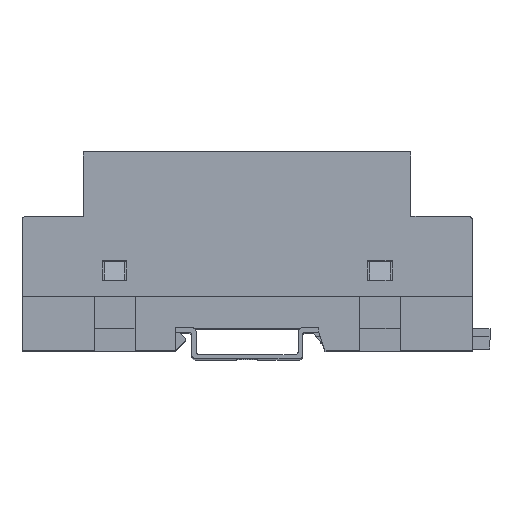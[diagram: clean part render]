
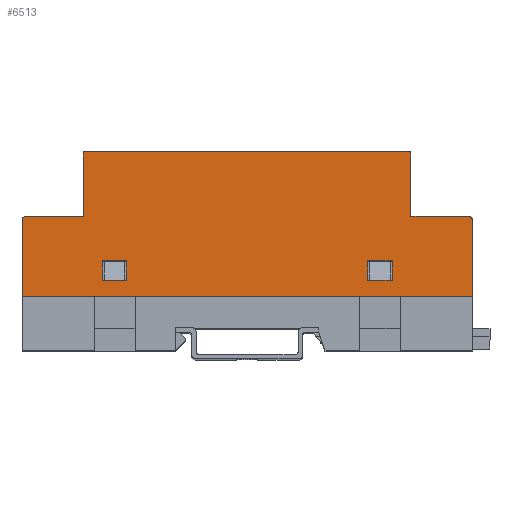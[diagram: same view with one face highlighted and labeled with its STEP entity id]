
A CAD part, top view. The second image highlights one B-rep face of the part: STEP entity #6513.
In plain terms, the highlighted face is planar.
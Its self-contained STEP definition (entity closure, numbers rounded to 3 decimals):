
#280 = CARTESIAN_POINT ( 'NONE',  ( -55., 35.3, -52.5 ) ) ;
#333 = LINE ( 'NONE', #18803, #4248 ) ;
#334 = ORIENTED_EDGE ( 'NONE', *, *, #5404, .F. ) ;
#370 = ORIENTED_EDGE ( 'NONE', *, *, #14106, .F. ) ;
#760 = EDGE_CURVE ( 'NONE', #1472, #1352, #3946, .T. ) ;
#903 = LINE ( 'NONE', #12418, #1443 ) ;
#1111 = VERTEX_POINT ( 'NONE', #14469 ) ;
#1231 = VECTOR ( 'NONE', #5040, 1000. ) ;
#1239 = DIRECTION ( 'NONE',  ( 1., 0., 0. ) ) ;
#1249 = VERTEX_POINT ( 'NONE', #18777 ) ;
#1351 = VERTEX_POINT ( 'NONE', #3489 ) ;
#1352 = VERTEX_POINT ( 'NONE', #6833 ) ;
#1443 = VECTOR ( 'NONE', #14309, 1000. ) ;
#1472 = VERTEX_POINT ( 'NONE', #17163 ) ;
#1524 = EDGE_CURVE ( 'NONE', #1249, #3569, #20934, .T. ) ;
#1875 = EDGE_CURVE ( 'NONE', #6516, #18615, #6264, .T. ) ;
#1962 = ORIENTED_EDGE ( 'NONE', *, *, #10418, .F. ) ;
#1997 = ORIENTED_EDGE ( 'NONE', *, *, #7188, .T. ) ;
#2094 = PLANE ( 'NONE',  #12304 ) ;
#2168 = VECTOR ( 'NONE', #17497, 1000. ) ;
#2310 = CARTESIAN_POINT ( 'NONE',  ( 29.4, 8.7, -52.5 ) ) ;
#2612 = EDGE_CURVE ( 'NONE', #1352, #7457, #15937, .T. ) ;
#2978 = CARTESIAN_POINT ( 'NONE',  ( 55., 35.3, -52.5 ) ) ;
#3489 = CARTESIAN_POINT ( 'NONE',  ( 55., 18.6, -52.5 ) ) ;
#3514 = DIRECTION ( 'NONE',  ( -1., 0., 0. ) ) ;
#3569 = VERTEX_POINT ( 'NONE', #14798 ) ;
#3711 = EDGE_CURVE ( 'NONE', #9015, #9209, #4906, .T. ) ;
#3803 = CARTESIAN_POINT ( 'NONE',  ( 40., 19.6, -52.5 ) ) ;
#3816 = CARTESIAN_POINT ( 'NONE',  ( 54., 18.6, -52.5 ) ) ;
#3946 = LINE ( 'NONE', #14793, #21203 ) ;
#4248 = VECTOR ( 'NONE', #20453, 1000. ) ;
#4616 = CARTESIAN_POINT ( 'NONE',  ( 35.4, 4., -52.5 ) ) ;
#4825 = VERTEX_POINT ( 'NONE', #21297 ) ;
#4906 = LINE ( 'NONE', #15083, #1231 ) ;
#5040 = DIRECTION ( 'NONE',  ( 0., -1., 0. ) ) ;
#5096 = CIRCLE ( 'NONE', #17849, 1. ) ;
#5223 = VECTOR ( 'NONE', #3514, 1000. ) ;
#5369 = CARTESIAN_POINT ( 'NONE',  ( -55., 35.3, -52.5 ) ) ;
#5392 = ORIENTED_EDGE ( 'NONE', *, *, #1524, .F. ) ;
#5404 = EDGE_CURVE ( 'NONE', #1111, #7614, #333, .T. ) ;
#5416 = CARTESIAN_POINT ( 'NONE',  ( -55., 0., -52.5 ) ) ;
#5628 = CARTESIAN_POINT ( 'NONE',  ( 35.4, 8.7, -52.5 ) ) ;
#5849 = VECTOR ( 'NONE', #17284, 1000. ) ;
#6264 = LINE ( 'NONE', #280, #5223 ) ;
#6288 = CARTESIAN_POINT ( 'NONE',  ( -40., 19.6, -52.5 ) ) ;
#6513 = ADVANCED_FACE ( 'NONE', ( #8145, #8648, #8124 ), #2094, .F. ) ;
#6516 = VERTEX_POINT ( 'NONE', #10315 ) ;
#6763 = EDGE_CURVE ( 'NONE', #3569, #11360, #14693, .T. ) ;
#6833 = CARTESIAN_POINT ( 'NONE',  ( -29.4, 8.7, -52.5 ) ) ;
#6975 = CARTESIAN_POINT ( 'NONE',  ( -55., 0., -52.5 ) ) ;
#7158 = DIRECTION ( 'NONE',  ( 0., 0., -1. ) ) ;
#7180 = CARTESIAN_POINT ( 'NONE',  ( -40., 19.6, -52.5 ) ) ;
#7188 = EDGE_CURVE ( 'NONE', #8866, #9209, #16218, .T. ) ;
#7250 = CARTESIAN_POINT ( 'NONE',  ( -29.4, 4., -52.5 ) ) ;
#7457 = VERTEX_POINT ( 'NONE', #19811 ) ;
#7584 = LINE ( 'NONE', #5628, #8647 ) ;
#7614 = VERTEX_POINT ( 'NONE', #3803 ) ;
#8021 = DIRECTION ( 'NONE',  ( 0., -1., 0. ) ) ;
#8124 = FACE_OUTER_BOUND ( 'NONE', #9229, .T. ) ;
#8145 = FACE_BOUND ( 'NONE', #14904, .T. ) ;
#8530 = ORIENTED_EDGE ( 'NONE', *, *, #760, .F. ) ;
#8581 = EDGE_CURVE ( 'NONE', #1351, #8866, #20569, .T. ) ;
#8647 = VECTOR ( 'NONE', #10716, 1000. ) ;
#8648 = FACE_BOUND ( 'NONE', #10334, .T. ) ;
#8705 = VECTOR ( 'NONE', #9791, 1000. ) ;
#8866 = VERTEX_POINT ( 'NONE', #20803 ) ;
#9015 = VERTEX_POINT ( 'NONE', #19918 ) ;
#9088 = DIRECTION ( 'NONE',  ( -1., 0., 0. ) ) ;
#9159 = ORIENTED_EDGE ( 'NONE', *, *, #13472, .F. ) ;
#9209 = VERTEX_POINT ( 'NONE', #6975 ) ;
#9229 = EDGE_LOOP ( 'NONE', ( #334, #13844, #19619, #1997, #19177, #12980, #17715, #21675, #13995, #370 ) ) ;
#9524 = DIRECTION ( 'NONE',  ( -1., 0., 0. ) ) ;
#9526 = ORIENTED_EDGE ( 'NONE', *, *, #12156, .F. ) ;
#9791 = DIRECTION ( 'NONE',  ( 0., 1., 0. ) ) ;
#9931 = AXIS2_PLACEMENT_3D ( 'NONE', #3816, #7158, #13702 ) ;
#9957 = VECTOR ( 'NONE', #12406, 1000. ) ;
#9993 = LINE ( 'NONE', #21643, #14185 ) ;
#10137 = VECTOR ( 'NONE', #8021, 1000. ) ;
#10286 = CARTESIAN_POINT ( 'NONE',  ( -35.4, 4., -52.5 ) ) ;
#10315 = CARTESIAN_POINT ( 'NONE',  ( 40., 35.3, -52.5 ) ) ;
#10334 = EDGE_LOOP ( 'NONE', ( #1962, #12444, #5392, #12341 ) ) ;
#10418 = EDGE_CURVE ( 'NONE', #11360, #12846, #18453, .T. ) ;
#10506 = DIRECTION ( 'NONE',  ( -1., 0., 0. ) ) ;
#10716 = DIRECTION ( 'NONE',  ( 0., -1., 0. ) ) ;
#11360 = VERTEX_POINT ( 'NONE', #19123 ) ;
#11382 = ORIENTED_EDGE ( 'NONE', *, *, #2612, .F. ) ;
#11434 = EDGE_CURVE ( 'NONE', #16453, #18615, #903, .T. ) ;
#11553 = CARTESIAN_POINT ( 'NONE',  ( -35.4, 8.7, -52.5 ) ) ;
#12080 = VECTOR ( 'NONE', #9524, 1000. ) ;
#12156 = EDGE_CURVE ( 'NONE', #7457, #21098, #13977, .T. ) ;
#12162 = EDGE_CURVE ( 'NONE', #16453, #4825, #17918, .T. ) ;
#12304 = AXIS2_PLACEMENT_3D ( 'NONE', #5369, #13805, #20272 ) ;
#12341 = ORIENTED_EDGE ( 'NONE', *, *, #18549, .F. ) ;
#12406 = DIRECTION ( 'NONE',  ( 0., 1., 0. ) ) ;
#12418 = CARTESIAN_POINT ( 'NONE',  ( -40., 19.6, -52.5 ) ) ;
#12444 = ORIENTED_EDGE ( 'NONE', *, *, #6763, .F. ) ;
#12846 = VERTEX_POINT ( 'NONE', #17315 ) ;
#12980 = ORIENTED_EDGE ( 'NONE', *, *, #21237, .T. ) ;
#13472 = EDGE_CURVE ( 'NONE', #21098, #1472, #14749, .T. ) ;
#13702 = DIRECTION ( 'NONE',  ( 1., 0., 0. ) ) ;
#13805 = DIRECTION ( 'NONE',  ( 0., 0., 1. ) ) ;
#13844 = ORIENTED_EDGE ( 'NONE', *, *, #16759, .T. ) ;
#13859 = VECTOR ( 'NONE', #18970, 1000. ) ;
#13921 = DIRECTION ( 'NONE',  ( 1., 0., 0. ) ) ;
#13977 = LINE ( 'NONE', #7250, #5849 ) ;
#13995 = ORIENTED_EDGE ( 'NONE', *, *, #1875, .F. ) ;
#14106 = EDGE_CURVE ( 'NONE', #7614, #6516, #9993, .T. ) ;
#14185 = VECTOR ( 'NONE', #19700, 1000. ) ;
#14309 = DIRECTION ( 'NONE',  ( 0., 1., 0. ) ) ;
#14340 = CARTESIAN_POINT ( 'NONE',  ( -40., 35.3, -52.5 ) ) ;
#14469 = CARTESIAN_POINT ( 'NONE',  ( 54., 19.6, -52.5 ) ) ;
#14693 = LINE ( 'NONE', #2310, #9957 ) ;
#14749 = LINE ( 'NONE', #11553, #8705 ) ;
#14752 = CIRCLE ( 'NONE', #9931, 1. ) ;
#14793 = CARTESIAN_POINT ( 'NONE',  ( -29.4, 8.7, -52.5 ) ) ;
#14798 = CARTESIAN_POINT ( 'NONE',  ( 29.4, 4., -52.5 ) ) ;
#14904 = EDGE_LOOP ( 'NONE', ( #9526, #11382, #8530, #9159 ) ) ;
#15083 = CARTESIAN_POINT ( 'NONE',  ( -55., 35.3, -52.5 ) ) ;
#15810 = CARTESIAN_POINT ( 'NONE',  ( 35.4, 8.7, -52.5 ) ) ;
#15937 = LINE ( 'NONE', #17523, #13859 ) ;
#16218 = LINE ( 'NONE', #5416, #20119 ) ;
#16453 = VERTEX_POINT ( 'NONE', #6288 ) ;
#16759 = EDGE_CURVE ( 'NONE', #1111, #1351, #14752, .T. ) ;
#17059 = CARTESIAN_POINT ( 'NONE',  ( -54., 18.6, -52.5 ) ) ;
#17163 = CARTESIAN_POINT ( 'NONE',  ( -35.4, 8.7, -52.5 ) ) ;
#17284 = DIRECTION ( 'NONE',  ( -1., 0., 0. ) ) ;
#17315 = CARTESIAN_POINT ( 'NONE',  ( 35.4, 8.7, -52.5 ) ) ;
#17497 = DIRECTION ( 'NONE',  ( 1., 0., 0. ) ) ;
#17523 = CARTESIAN_POINT ( 'NONE',  ( -29.4, 8.7, -52.5 ) ) ;
#17715 = ORIENTED_EDGE ( 'NONE', *, *, #12162, .F. ) ;
#17849 = AXIS2_PLACEMENT_3D ( 'NONE', #17059, #20542, #13921 ) ;
#17918 = LINE ( 'NONE', #7180, #19208 ) ;
#18453 = LINE ( 'NONE', #15810, #2168 ) ;
#18549 = EDGE_CURVE ( 'NONE', #12846, #1249, #7584, .T. ) ;
#18615 = VERTEX_POINT ( 'NONE', #14340 ) ;
#18777 = CARTESIAN_POINT ( 'NONE',  ( 35.4, 4., -52.5 ) ) ;
#18803 = CARTESIAN_POINT ( 'NONE',  ( 55., 19.6, -52.5 ) ) ;
#18970 = DIRECTION ( 'NONE',  ( 0., -1., 0. ) ) ;
#19123 = CARTESIAN_POINT ( 'NONE',  ( 29.4, 8.7, -52.5 ) ) ;
#19177 = ORIENTED_EDGE ( 'NONE', *, *, #3711, .F. ) ;
#19208 = VECTOR ( 'NONE', #9088, 1000. ) ;
#19619 = ORIENTED_EDGE ( 'NONE', *, *, #8581, .T. ) ;
#19700 = DIRECTION ( 'NONE',  ( 0., 1., 0. ) ) ;
#19811 = CARTESIAN_POINT ( 'NONE',  ( -29.4, 4., -52.5 ) ) ;
#19918 = CARTESIAN_POINT ( 'NONE',  ( -55., 18.6, -52.5 ) ) ;
#20119 = VECTOR ( 'NONE', #10506, 1000. ) ;
#20272 = DIRECTION ( 'NONE',  ( 1., 0., 0. ) ) ;
#20453 = DIRECTION ( 'NONE',  ( -1., 0., 0. ) ) ;
#20542 = DIRECTION ( 'NONE',  ( 0., 0., -1. ) ) ;
#20569 = LINE ( 'NONE', #2978, #10137 ) ;
#20803 = CARTESIAN_POINT ( 'NONE',  ( 55., 0., -52.5 ) ) ;
#20934 = LINE ( 'NONE', #4616, #12080 ) ;
#21098 = VERTEX_POINT ( 'NONE', #10286 ) ;
#21203 = VECTOR ( 'NONE', #1239, 1000. ) ;
#21237 = EDGE_CURVE ( 'NONE', #9015, #4825, #5096, .T. ) ;
#21297 = CARTESIAN_POINT ( 'NONE',  ( -54., 19.6, -52.5 ) ) ;
#21643 = CARTESIAN_POINT ( 'NONE',  ( 40., 19.6, -52.5 ) ) ;
#21675 = ORIENTED_EDGE ( 'NONE', *, *, #11434, .T. ) ;
